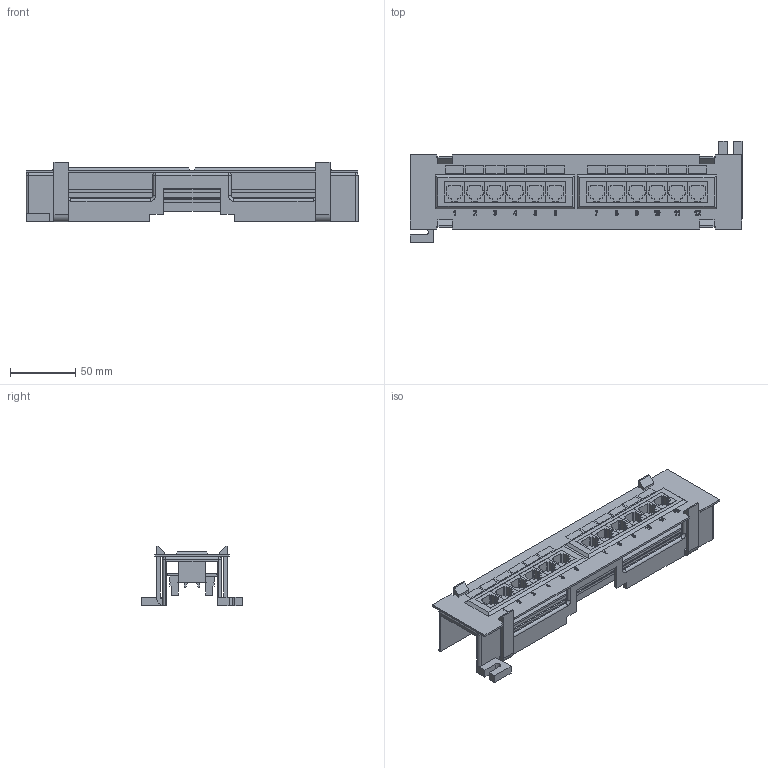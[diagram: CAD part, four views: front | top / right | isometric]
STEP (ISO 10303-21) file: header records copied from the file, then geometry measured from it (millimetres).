
FILE_DESCRIPTION (( 'STEP AP203' ), '1' );
FILE_NAME ('PP12-C5EU-D05 ITK Íàñòåííàÿ ïàò÷-ïàíåëü êàò.5Å UTP, 12 ïîðòîâ (IDC Dual).STEP', '2017-09-12T07:26:01', ( '' ), ( '' ), 'SwSTEP 2.0', 'SolidWorks 2014', '' );
FILE_SCHEMA (( 'CONFIG_CONTROL_DESIGN' ));
Length unit declared in the file: millimetre
Products named in the file (2): PP12-C5EU-D05 ITK Íàñòåííàÿ ïàò÷-ïàíåëü êàò.5Å UTP, 12 ïîðòîâ (IDC Dual)
Bounding box: 255 x 78 x 46 mm (x, y, z)
Volume: 194868.6 mm3; surface area: 107409.1 mm2
Topology: 2 solids, 2 shells, 850 faces, 2296 edges, 1508 vertices
Faces by surface type: plane 690, bspline 101, cylinder 43, torus 8, sphere 8
Entity records: 31189 total; most frequent: CARTESIAN_POINT 10337, ORIENTED_EDGE 4576, DIRECTION 3670, EDGE_CURVE 2288, LINE 1996, VECTOR 1996, VERTEX_POINT 1508, EDGE_LOOP 918
